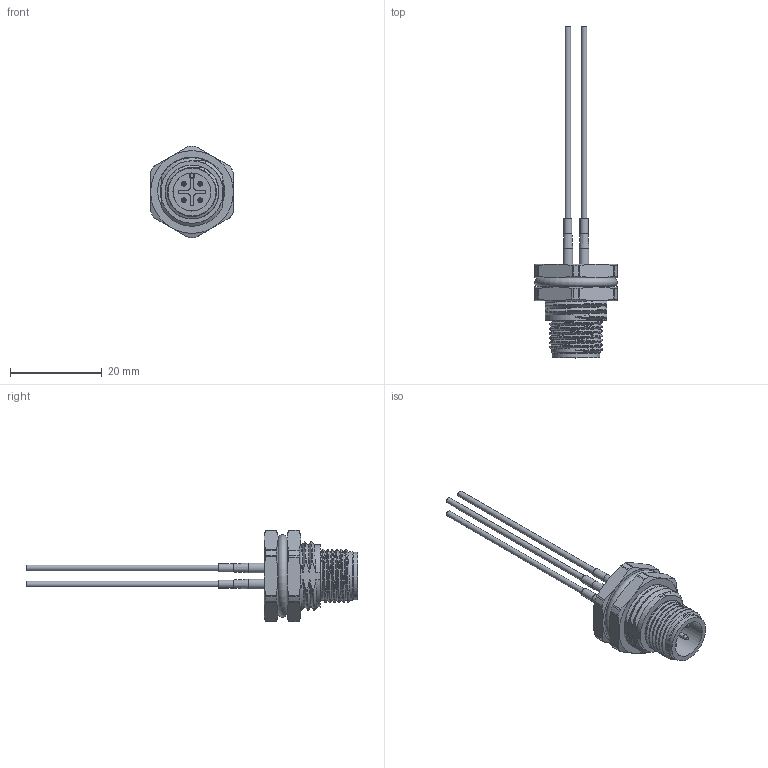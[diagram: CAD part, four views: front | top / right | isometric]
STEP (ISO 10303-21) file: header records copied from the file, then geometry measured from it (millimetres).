
FILE_DESCRIPTION(/* description */ ('Unknown'),/* implementation_level */ '2;1');
FILE_NAME(/* name */ '643452100604',/* time_stamp */ '2021-03-24T17:02:44+01:00',/* author */ ('Unknown'),/* organization */ ('Unknown'),/* preprocessor_version */ 'ST-DEVELOPER v16.7',/* originating_system */ 'DEX',/* authorisation */ $);
FILE_SCHEMA (('AUTOMOTIVE_DESIGN {1 0 10303 214 3 1 1}'));
Length unit declared in the file: millimetre
Products named in the file (13): 6434521006xx; 6431501006xx; 6431501006xx_Housing; 643150100604_insulator; 643xx01004xx_Seal_outer; 643xx01006xx_Nut; 6430501006xx_Pin; 6431501006xx_Glue; Wire 22AWG Brown; Wire 22AWG White; Wire 22AWG Blue; Wire 22AWG Black; 6433521006xx_Shrink tube
Assembly tree (18 placements, depth 3):
  6434521006xx
    6431501006xx
      6431501006xx_Housing
      643150100604_insulator
      643xx01004xx_Seal_outer
      643xx01006xx_Nut
      6430501006xx_Pin  x4
      6431501006xx_Glue
    Wire 22AWG Brown
    Wire 22AWG White
    Wire 22AWG Blue
    Wire 22AWG Black
    6433521006xx_Shrink tube  x4
Bounding box: 18.07 x 72.5 x 20 mm (x, y, z)
Volume: 3407 mm3; surface area: 6477.3 mm2
Topology: 17 solids, 17 shells, 469 faces, 1096 edges, 713 vertices
Faces by surface type: plane 178, cylinder 175, cone 47, torus 36, bspline 33
Full cylindrical faces by diameter (mm): 0.77 x4, 1 x8, 1.1 x4, 1.245 x4, 1.3 x8, 1.4 x20, 1.42 x4, 1.5 x12, 1.6 x4, 1.7 x8, 1.781 x4, 2.1 x4, 8.3 x1, 9.44 x2, 9.45 x1, 10.45 x1, 10.65 x7, 10.8 x10, 11.1 x4, 11.207 x4
Entity records: 20830 total; most frequent: CARTESIAN_POINT 13624, ORIENTED_EDGE 1360, DIRECTION 1285, EDGE_CURVE 680, AXIS2_PLACEMENT_3D 526, VERTEX_POINT 495, FACE_BOUND 455, EDGE_LOOP 453
